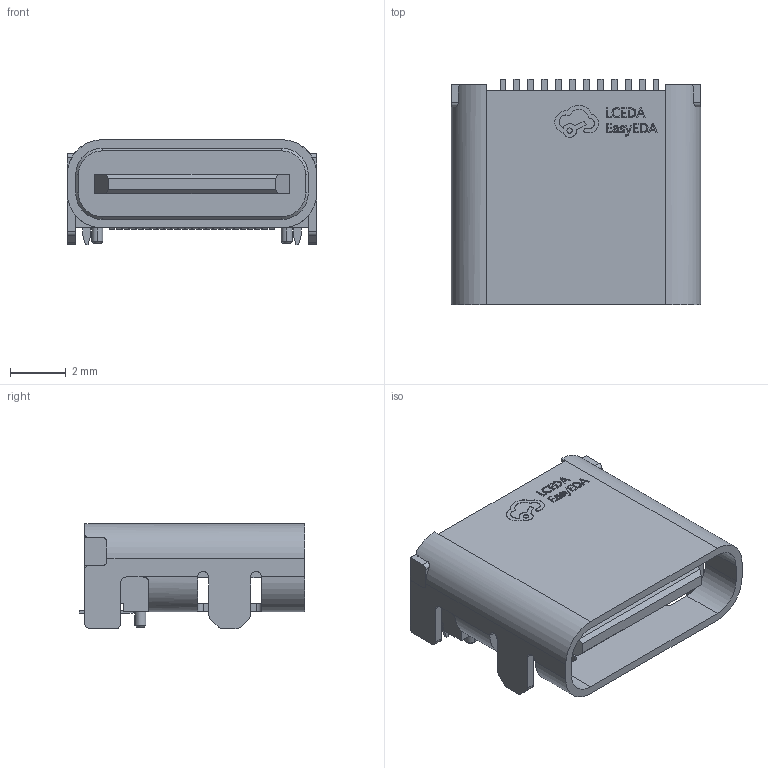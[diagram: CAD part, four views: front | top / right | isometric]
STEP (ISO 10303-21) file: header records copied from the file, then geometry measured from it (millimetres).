
FILE_DESCRIPTION (( 'STEP AP214' ), '1' );
FILE_NAME ('TYPE-C-SMD_C9900025773.STEP', '2022-08-27T11:14:02', ( 'Sky123.Org' ), ( 'Sky123.Org' ), 'SwSTEP 2.0', 'SolidWorks 2017', '' );
FILE_SCHEMA (( 'AUTOMOTIVE_DESIGN' ));
Length unit declared in the file: millimetre
Products named in the file (1): TYPE-C-SMD_C9900025773
Bounding box: 8.94 x 8.1 x 3.77 mm (x, y, z)
Volume: 130.6 mm3; surface area: 491.8 mm2
Topology: 2 solids, 2 shells, 534 faces, 1503 edges, 992 vertices
Faces by surface type: plane 344, bspline 98, cylinder 84, cone 8
Entity records: 23590 total; most frequent: CARTESIAN_POINT 4418, ORIENTED_EDGE 3006, DIRECTION 2331, EDGE_CURVE 1503, VECTOR 1121, LINE 1121, VERTEX_POINT 992, AXIS2_PLACEMENT_3D 605
